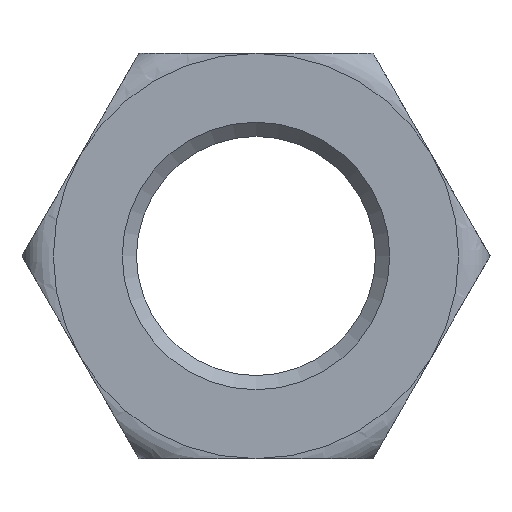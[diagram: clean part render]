
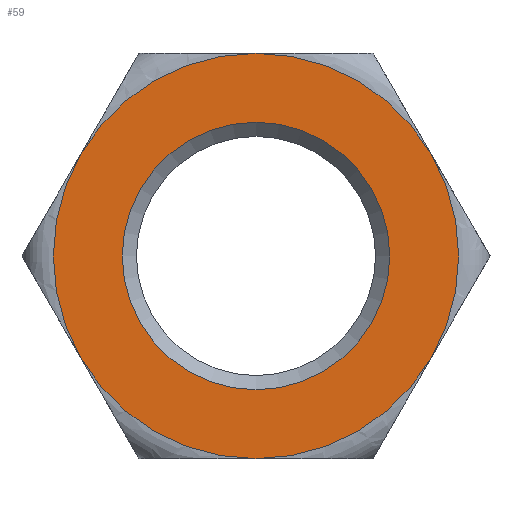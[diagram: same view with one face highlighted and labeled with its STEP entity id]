
A CAD part, front view. The second image highlights one B-rep face of the part: STEP entity #59.
In plain terms, the highlighted planar face has unit normal (0, -1, 0).
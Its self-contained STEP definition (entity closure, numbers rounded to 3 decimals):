
#20 = EDGE_CURVE ( 'NONE', #281, #223, #422, .T. ) ;
#55 = DIRECTION ( 'NONE',  ( 0., 1., 0. ) ) ;
#59 = ADVANCED_FACE ( 'NONE', ( #606, #149 ), #960, .F. ) ;
#66 = DIRECTION ( 'NONE',  ( 0., 1., 0. ) ) ;
#67 = VERTEX_POINT ( 'NONE', #159 ) ;
#68 = DIRECTION ( 'NONE',  ( 1., 0., 0. ) ) ;
#100 = CARTESIAN_POINT ( 'NONE',  ( 0., -13., 0. ) ) ;
#112 = ORIENTED_EDGE ( 'NONE', *, *, #815, .F. ) ;
#114 = DIRECTION ( 'NONE',  ( 1., 0., 0. ) ) ;
#119 = CIRCLE ( 'NONE', #779, 25. ) ;
#138 = AXIS2_PLACEMENT_3D ( 'NONE', #1041, #66, #157 ) ;
#149 = FACE_OUTER_BOUND ( 'NONE', #637, .T. ) ;
#152 = DIRECTION ( 'NONE',  ( 1., 0., 0. ) ) ;
#157 = DIRECTION ( 'NONE',  ( 1., 0., 0. ) ) ;
#159 = CARTESIAN_POINT ( 'NONE',  ( 0., -13., 16.5 ) ) ;
#177 = CIRCLE ( 'NONE', #292, 25. ) ;
#223 = VERTEX_POINT ( 'NONE', #321 ) ;
#270 = CARTESIAN_POINT ( 'NONE',  ( 0., -13., 25. ) ) ;
#281 = VERTEX_POINT ( 'NONE', #581 ) ;
#292 = AXIS2_PLACEMENT_3D ( 'NONE', #709, #977, #370 ) ;
#303 = EDGE_CURVE ( 'NONE', #809, #281, #388, .T. ) ;
#310 = ORIENTED_EDGE ( 'NONE', *, *, #358, .F. ) ;
#321 = CARTESIAN_POINT ( 'NONE',  ( -21.651, -13., -12.5 ) ) ;
#328 = EDGE_CURVE ( 'NONE', #549, #809, #368, .T. ) ;
#338 = CARTESIAN_POINT ( 'NONE',  ( 0., -13., 0. ) ) ;
#342 = CARTESIAN_POINT ( 'NONE',  ( 0., -13., 0. ) ) ;
#358 = EDGE_CURVE ( 'NONE', #223, #895, #614, .T. ) ;
#368 = CIRCLE ( 'NONE', #138, 25. ) ;
#370 = DIRECTION ( 'NONE',  ( -1., 0., 0. ) ) ;
#388 = CIRCLE ( 'NONE', #870, 25. ) ;
#422 = CIRCLE ( 'NONE', #1089, 25. ) ;
#435 = DIRECTION ( 'NONE',  ( 0., 1., 0. ) ) ;
#440 = CARTESIAN_POINT ( 'NONE',  ( 0., -13., 0. ) ) ;
#446 = AXIS2_PLACEMENT_3D ( 'NONE', #1094, #828, #114 ) ;
#464 = DIRECTION ( 'NONE',  ( 0., 0., 1. ) ) ;
#531 = EDGE_CURVE ( 'NONE', #583, #549, #119, .T. ) ;
#545 = ORIENTED_EDGE ( 'NONE', *, *, #855, .T. ) ;
#546 = CARTESIAN_POINT ( 'NONE',  ( 0., -13., 0. ) ) ;
#548 = CARTESIAN_POINT ( 'NONE',  ( -21.651, -13., 12.5 ) ) ;
#549 = VERTEX_POINT ( 'NONE', #643 ) ;
#581 = CARTESIAN_POINT ( 'NONE',  ( 0., -13., -25. ) ) ;
#583 = VERTEX_POINT ( 'NONE', #270 ) ;
#606 = FACE_BOUND ( 'NONE', #654, .T. ) ;
#614 = CIRCLE ( 'NONE', #446, 25. ) ;
#631 = ORIENTED_EDGE ( 'NONE', *, *, #20, .F. ) ;
#637 = EDGE_LOOP ( 'NONE', ( #710, #677, #1103, #112, #310, #631 ) ) ;
#643 = CARTESIAN_POINT ( 'NONE',  ( 21.651, -13., 12.5 ) ) ;
#654 = EDGE_LOOP ( 'NONE', ( #545 ) ) ;
#677 = ORIENTED_EDGE ( 'NONE', *, *, #328, .F. ) ;
#709 = CARTESIAN_POINT ( 'NONE',  ( 0., -13., 0. ) ) ;
#710 = ORIENTED_EDGE ( 'NONE', *, *, #303, .F. ) ;
#739 = DIRECTION ( 'NONE',  ( 0., 1., 0. ) ) ;
#777 = AXIS2_PLACEMENT_3D ( 'NONE', #338, #55, #1142 ) ;
#779 = AXIS2_PLACEMENT_3D ( 'NONE', #546, #739, #1079 ) ;
#809 = VERTEX_POINT ( 'NONE', #1160 ) ;
#815 = EDGE_CURVE ( 'NONE', #895, #583, #177, .T. ) ;
#828 = DIRECTION ( 'NONE',  ( 0., 1., 0. ) ) ;
#829 = CIRCLE ( 'NONE', #920, 16.5 ) ;
#855 = EDGE_CURVE ( 'NONE', #67, #67, #829, .T. ) ;
#865 = DIRECTION ( 'NONE',  ( 0., 1., 0. ) ) ;
#870 = AXIS2_PLACEMENT_3D ( 'NONE', #440, #435, #152 ) ;
#895 = VERTEX_POINT ( 'NONE', #548 ) ;
#905 = DIRECTION ( 'NONE',  ( 0., 1., 0. ) ) ;
#920 = AXIS2_PLACEMENT_3D ( 'NONE', #100, #905, #464 ) ;
#960 = PLANE ( 'NONE',  #777 ) ;
#977 = DIRECTION ( 'NONE',  ( 0., 1., 0. ) ) ;
#1041 = CARTESIAN_POINT ( 'NONE',  ( 0., -13., 0. ) ) ;
#1079 = DIRECTION ( 'NONE',  ( 1., 0., 0. ) ) ;
#1089 = AXIS2_PLACEMENT_3D ( 'NONE', #342, #865, #68 ) ;
#1094 = CARTESIAN_POINT ( 'NONE',  ( 0., -13., 0. ) ) ;
#1103 = ORIENTED_EDGE ( 'NONE', *, *, #531, .F. ) ;
#1142 = DIRECTION ( 'NONE',  ( 0., 0., 1. ) ) ;
#1160 = CARTESIAN_POINT ( 'NONE',  ( 21.651, -13., -12.5 ) ) ;
